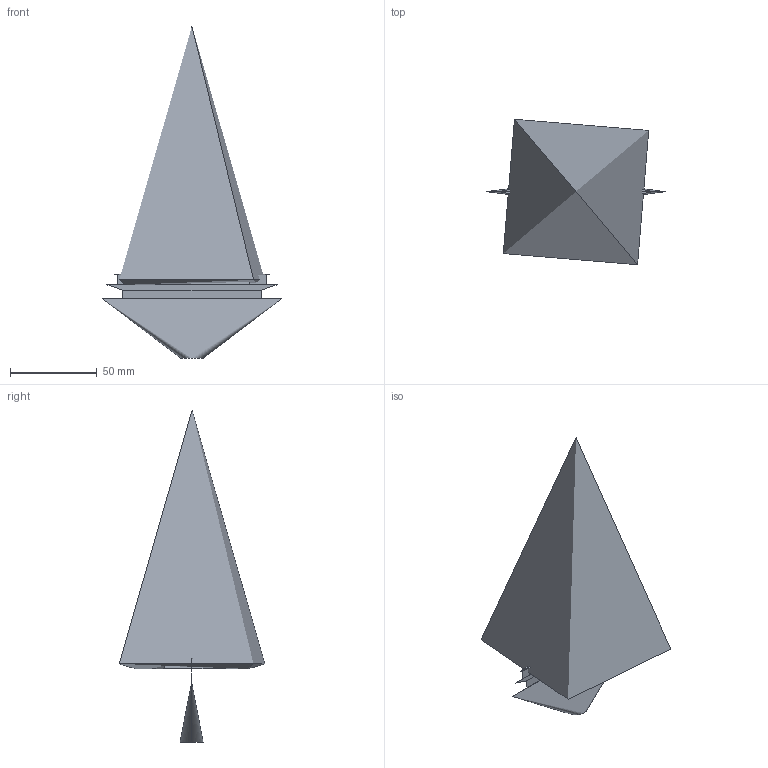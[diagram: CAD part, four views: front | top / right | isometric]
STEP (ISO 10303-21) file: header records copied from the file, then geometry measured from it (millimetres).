
FILE_DESCRIPTION(/* description */ (''),/* implementation_level */ '2;1');
FILE_NAME(/* name */ 'empatia tavolo',/* time_stamp */ '2015-03-02T14:07:11+01:00',/* author */ (''),/* organization */ (''),/* preprocessor_version */ 'ST-DEVELOPER v10',/* originating_system */ '',/* authorisation */ '');
FILE_SCHEMA (('CONFIG_CONTROL_DESIGN'));
Length unit declared in the file: millimetre
Products named in the file (1): 1
Bounding box: 103.8 x 83.92 x 191.56 mm (x, y, z)
Volume: 798487.4 mm3; surface area: 191726.9 mm2
Topology: 3 solids, 3 shells, 34 faces, 97 edges, 66 vertices
Faces by surface type: bspline 28, plane 6
Entity records: 2033 total; most frequent: CARTESIAN_POINT 1471, ORIENTED_EDGE 140, EDGE_CURVE 70, VERTEX_POINT 44, EDGE_LOOP 36, ADVANCED_FACE 34, FACE_OUTER_BOUND 34, B_SPLINE_CURVE_WITH_KNOTS 33
